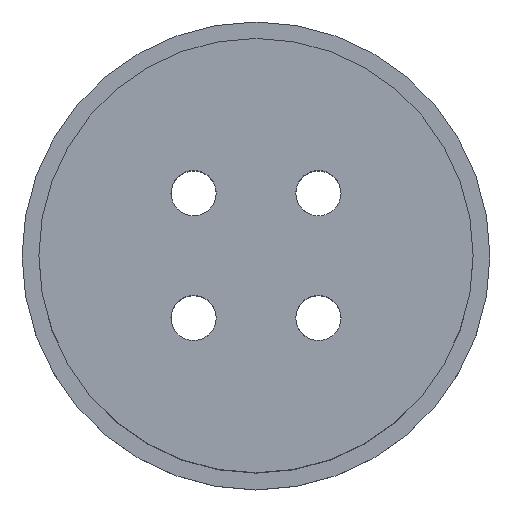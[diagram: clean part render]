
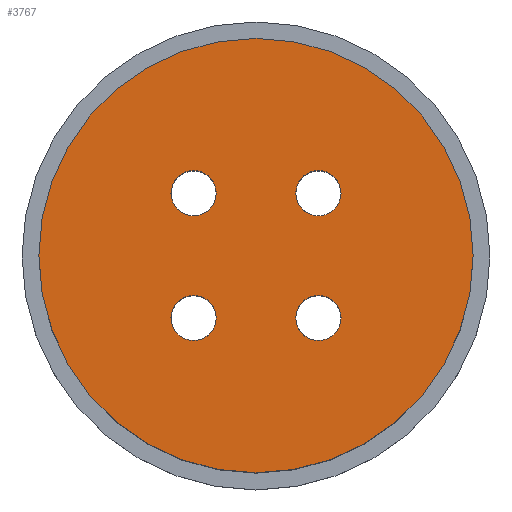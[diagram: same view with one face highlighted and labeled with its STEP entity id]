
A CAD part, top view. The second image highlights one B-rep face of the part: STEP entity #3767.
In plain terms, the highlighted planar face has unit normal (0, 0, 1).
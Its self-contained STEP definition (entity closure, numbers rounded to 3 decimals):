
#45=FACE_BOUND('',#484,.T.);
#46=FACE_BOUND('',#485,.T.);
#47=FACE_BOUND('',#486,.T.);
#48=FACE_BOUND('',#487,.T.);
#142=PLANE('',#4061);
#285=FACE_OUTER_BOUND('',#483,.T.);
#483=EDGE_LOOP('',(#2737));
#484=EDGE_LOOP('',(#2738));
#485=EDGE_LOOP('',(#2739));
#486=EDGE_LOOP('',(#2740));
#487=EDGE_LOOP('',(#2741));
#1387=CIRCLE('',#3977,1.45);
#1391=CIRCLE('',#3982,1.45);
#1395=CIRCLE('',#3987,1.45);
#1399=CIRCLE('',#3992,1.45);
#1423=CIRCLE('',#4027,13.924);
#1551=VERTEX_POINT('',#5441);
#1557=VERTEX_POINT('',#5455);
#1563=VERTEX_POINT('',#5469);
#1569=VERTEX_POINT('',#5483);
#1630=VERTEX_POINT('',#5646);
#1937=EDGE_CURVE('',#1551,#1551,#1387,.T.);
#1944=EDGE_CURVE('',#1557,#1557,#1391,.T.);
#1951=EDGE_CURVE('',#1563,#1563,#1395,.T.);
#1958=EDGE_CURVE('',#1569,#1569,#1399,.T.);
#2031=EDGE_CURVE('',#1630,#1630,#1423,.T.);
#2737=ORIENTED_EDGE('',*,*,#2031,.F.);
#2738=ORIENTED_EDGE('',*,*,#1937,.T.);
#2739=ORIENTED_EDGE('',*,*,#1944,.T.);
#2740=ORIENTED_EDGE('',*,*,#1951,.T.);
#2741=ORIENTED_EDGE('',*,*,#1958,.T.);
#3767=ADVANCED_FACE('',(#285,#45,#46,#47,#48),#142,.T.);
#3977=AXIS2_PLACEMENT_3D('',#5442,#4350,#4351);
#3982=AXIS2_PLACEMENT_3D('',#5456,#4363,#4364);
#3987=AXIS2_PLACEMENT_3D('',#5470,#4376,#4377);
#3992=AXIS2_PLACEMENT_3D('',#5484,#4389,#4390);
#4027=AXIS2_PLACEMENT_3D('',#5647,#4506,#4507);
#4061=AXIS2_PLACEMENT_3D('',#5993,#4594,#4595);
#4350=DIRECTION('center_axis',(0.,0.,-1.));
#4351=DIRECTION('ref_axis',(-1.,0.,0.));
#4363=DIRECTION('center_axis',(0.,0.,-1.));
#4364=DIRECTION('ref_axis',(-1.,0.,0.));
#4376=DIRECTION('center_axis',(0.,0.,-1.));
#4377=DIRECTION('ref_axis',(-1.,0.,0.));
#4389=DIRECTION('center_axis',(0.,0.,-1.));
#4390=DIRECTION('ref_axis',(-1.,0.,0.));
#4506=DIRECTION('center_axis',(0.,0.,-1.));
#4507=DIRECTION('ref_axis',(1.,0.,0.));
#4594=DIRECTION('center_axis',(0.,0.,1.));
#4595=DIRECTION('ref_axis',(1.,0.,0.));
#5441=CARTESIAN_POINT('',(-2.55,-4.,9.2));
#5442=CARTESIAN_POINT('Origin',(-4.,-4.,9.2));
#5455=CARTESIAN_POINT('',(5.45,4.,9.2));
#5456=CARTESIAN_POINT('Origin',(4.,4.,9.2));
#5469=CARTESIAN_POINT('',(5.45,-4.,9.2));
#5470=CARTESIAN_POINT('Origin',(4.,-4.,9.2));
#5483=CARTESIAN_POINT('',(-2.55,4.,9.2));
#5484=CARTESIAN_POINT('Origin',(-4.,4.,9.2));
#5646=CARTESIAN_POINT('',(-13.924,0.,9.2));
#5647=CARTESIAN_POINT('Origin',(0.,0.,9.2));
#5993=CARTESIAN_POINT('Origin',(0.,0.,9.2));
